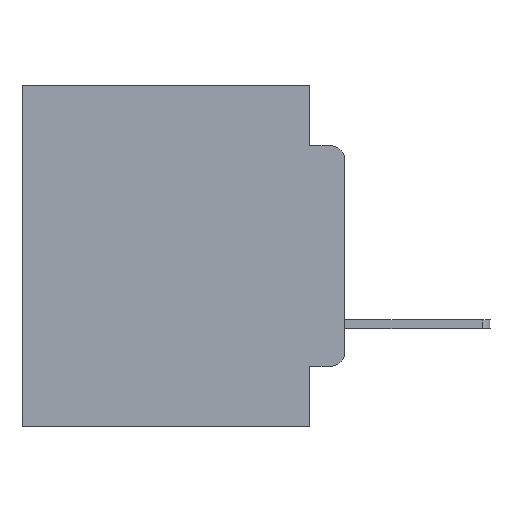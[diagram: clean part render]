
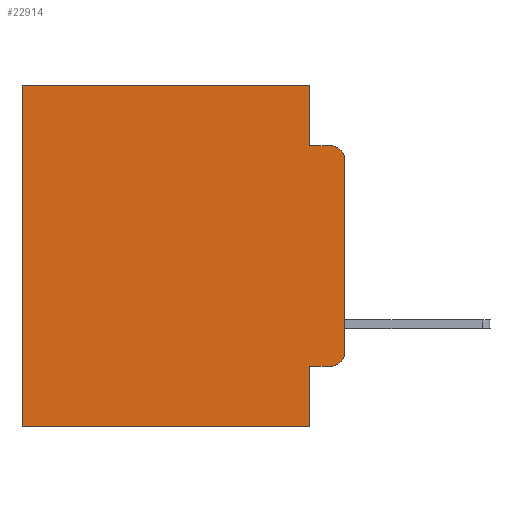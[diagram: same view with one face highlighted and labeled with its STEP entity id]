
A CAD part, left-side view. The second image highlights one B-rep face of the part: STEP entity #22914.
In plain terms, the highlighted planar face has unit normal (-1, 0, 0).
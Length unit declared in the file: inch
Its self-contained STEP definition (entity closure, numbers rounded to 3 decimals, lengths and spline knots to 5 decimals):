
#202 = VERTEX_POINT ( 'NONE', #10320 ) ;
#763 = LINE ( 'NONE', #26997, #24009 ) ;
#1084 = DIRECTION ( 'NONE',  ( 0., 1., 0. ) ) ;
#2347 = DIRECTION ( 'NONE',  ( 0., 0., -1. ) ) ;
#2747 = CARTESIAN_POINT ( 'NONE',  ( 0.298, 0.051, 0. ) ) ;
#3519 = ORIENTED_EDGE ( 'NONE', *, *, #6876, .F. ) ;
#3594 = LINE ( 'NONE', #19124, #15191 ) ;
#3698 = CARTESIAN_POINT ( 'NONE',  ( 0.298, 0.051, -0.4115 ) ) ;
#3848 = EDGE_LOOP ( 'NONE', ( #25346, #14741, #9684, #26615, #10358, #22129, #3519, #24085, #5305, #13418 ) ) ;
#3953 = DIRECTION ( 'NONE',  ( 0., 1., 0. ) ) ;
#4049 = VERTEX_POINT ( 'NONE', #5104 ) ;
#4158 = CARTESIAN_POINT ( 'NONE',  ( 0.298, 0.02, -0.1085 ) ) ;
#5104 = CARTESIAN_POINT ( 'NONE',  ( 0.298, 0.051, -0.5 ) ) ;
#5305 = ORIENTED_EDGE ( 'NONE', *, *, #15074, .T. ) ;
#5389 = LINE ( 'NONE', #20082, #27359 ) ;
#5779 = LINE ( 'NONE', #17146, #16636 ) ;
#6049 = CARTESIAN_POINT ( 'NONE',  ( 0.298, 0., -0.3915 ) ) ;
#6373 = DIRECTION ( 'NONE',  ( 0., 0., -1. ) ) ;
#6507 = CARTESIAN_POINT ( 'NONE',  ( 0.298, 0., 0. ) ) ;
#6545 = FACE_OUTER_BOUND ( 'NONE', #3848, .T. ) ;
#6876 = EDGE_CURVE ( 'NONE', #4049, #202, #3594, .T. ) ;
#8442 = DIRECTION ( 'NONE',  ( 0., 0., -1. ) ) ;
#8535 = DIRECTION ( 'NONE',  ( 0., -1., 0. ) ) ;
#8700 = DIRECTION ( 'NONE',  ( 0., 0., -1. ) ) ;
#8983 = VERTEX_POINT ( 'NONE', #11367 ) ;
#9516 = CIRCLE ( 'NONE', #23993, 0.02 ) ;
#9684 = ORIENTED_EDGE ( 'NONE', *, *, #13010, .F. ) ;
#10320 = CARTESIAN_POINT ( 'NONE',  ( 0.298, 0.473, -0.5 ) ) ;
#10358 = ORIENTED_EDGE ( 'NONE', *, *, #22605, .T. ) ;
#10435 = CARTESIAN_POINT ( 'NONE',  ( 0.298, 0.473, 0. ) ) ;
#10538 = CARTESIAN_POINT ( 'NONE',  ( 0.298, 0.473, 0. ) ) ;
#10593 = VECTOR ( 'NONE', #8535, 39.37008 ) ;
#10793 = EDGE_CURVE ( 'NONE', #21102, #202, #23672, .T. ) ;
#11367 = CARTESIAN_POINT ( 'NONE',  ( 0.298, 0., -0.1085 ) ) ;
#12769 = AXIS2_PLACEMENT_3D ( 'NONE', #4158, #19315, #6373 ) ;
#12965 = CARTESIAN_POINT ( 'NONE',  ( 0.298, 0.02, -0.0885 ) ) ;
#13010 = EDGE_CURVE ( 'NONE', #16197, #25942, #5779, .T. ) ;
#13280 = CARTESIAN_POINT ( 'NONE',  ( 0.298, 0.02, -0.3915 ) ) ;
#13333 = CARTESIAN_POINT ( 'NONE',  ( 0.298, 0., 0. ) ) ;
#13418 = ORIENTED_EDGE ( 'NONE', *, *, #23876, .T. ) ;
#13705 = DIRECTION ( 'NONE',  ( 0., 0., -1. ) ) ;
#14542 = AXIS2_PLACEMENT_3D ( 'NONE', #6507, #21607, #8700 ) ;
#14741 = ORIENTED_EDGE ( 'NONE', *, *, #26658, .T. ) ;
#15074 = EDGE_CURVE ( 'NONE', #27408, #19597, #22659, .T. ) ;
#15075 = DIRECTION ( 'NONE',  ( 0., -1., 0. ) ) ;
#15191 = VECTOR ( 'NONE', #3953, 39.37008 ) ;
#15374 = LINE ( 'NONE', #13333, #26534 ) ;
#15467 = DIRECTION ( 'NONE',  ( 0., 0., -1. ) ) ;
#15769 = VERTEX_POINT ( 'NONE', #6049 ) ;
#16197 = VERTEX_POINT ( 'NONE', #27053 ) ;
#16636 = VECTOR ( 'NONE', #15075, 39.37008 ) ;
#17146 = CARTESIAN_POINT ( 'NONE',  ( 0.298, 0.051, -0.0885 ) ) ;
#17894 = EDGE_CURVE ( 'NONE', #27408, #4049, #5389, .T. ) ;
#18072 = VECTOR ( 'NONE', #8442, 39.37008 ) ;
#18944 = CARTESIAN_POINT ( 'NONE',  ( 0.298, 0.051, 0. ) ) ;
#19124 = CARTESIAN_POINT ( 'NONE',  ( 0.298, 0., -0.5 ) ) ;
#19287 = CARTESIAN_POINT ( 'NONE',  ( 0.298, 0.051, -0.4115 ) ) ;
#19315 = DIRECTION ( 'NONE',  ( -1., 0., 0. ) ) ;
#19597 = VERTEX_POINT ( 'NONE', #27264 ) ;
#20082 = CARTESIAN_POINT ( 'NONE',  ( 0.298, 0.051, 0. ) ) ;
#21102 = VERTEX_POINT ( 'NONE', #10435 ) ;
#21515 = PLANE ( 'NONE',  #14542 ) ;
#21607 = DIRECTION ( 'NONE',  ( 1., 0., 0. ) ) ;
#21950 = VERTEX_POINT ( 'NONE', #18944 ) ;
#22026 = VECTOR ( 'NONE', #26415, 39.37008 ) ;
#22129 = ORIENTED_EDGE ( 'NONE', *, *, #10793, .T. ) ;
#22605 = EDGE_CURVE ( 'NONE', #21950, #21102, #763, .T. ) ;
#22659 = LINE ( 'NONE', #19287, #10593 ) ;
#22670 = LINE ( 'NONE', #2747, #22026 ) ;
#22914 = ADVANCED_FACE ( 'NONE', ( #6545 ), #21515, .F. ) ;
#23012 = EDGE_CURVE ( 'NONE', #8983, #15769, #15374, .T. ) ;
#23217 = EDGE_CURVE ( 'NONE', #21950, #16197, #22670, .T. ) ;
#23672 = LINE ( 'NONE', #10538, #18072 ) ;
#23876 = EDGE_CURVE ( 'NONE', #19597, #15769, #9516, .T. ) ;
#23993 = AXIS2_PLACEMENT_3D ( 'NONE', #13280, #27995, #15467 ) ;
#24009 = VECTOR ( 'NONE', #1084, 39.37008 ) ;
#24085 = ORIENTED_EDGE ( 'NONE', *, *, #17894, .F. ) ;
#24778 = CIRCLE ( 'NONE', #12769, 0.02 ) ;
#25346 = ORIENTED_EDGE ( 'NONE', *, *, #23012, .F. ) ;
#25942 = VERTEX_POINT ( 'NONE', #12965 ) ;
#26415 = DIRECTION ( 'NONE',  ( 0., 0., -1. ) ) ;
#26534 = VECTOR ( 'NONE', #2347, 39.37008 ) ;
#26615 = ORIENTED_EDGE ( 'NONE', *, *, #23217, .F. ) ;
#26658 = EDGE_CURVE ( 'NONE', #8983, #25942, #24778, .T. ) ;
#26997 = CARTESIAN_POINT ( 'NONE',  ( 0.298, 0., 0. ) ) ;
#27053 = CARTESIAN_POINT ( 'NONE',  ( 0.298, 0.051, -0.0885 ) ) ;
#27264 = CARTESIAN_POINT ( 'NONE',  ( 0.298, 0.02, -0.4115 ) ) ;
#27359 = VECTOR ( 'NONE', #13705, 39.37008 ) ;
#27408 = VERTEX_POINT ( 'NONE', #3698 ) ;
#27995 = DIRECTION ( 'NONE',  ( -1., 0., 0. ) ) ;
